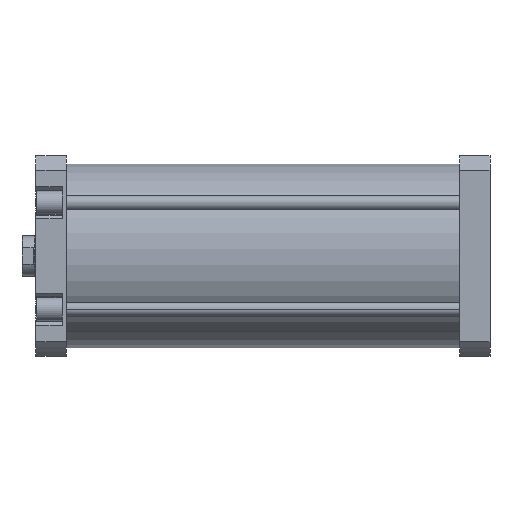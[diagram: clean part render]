
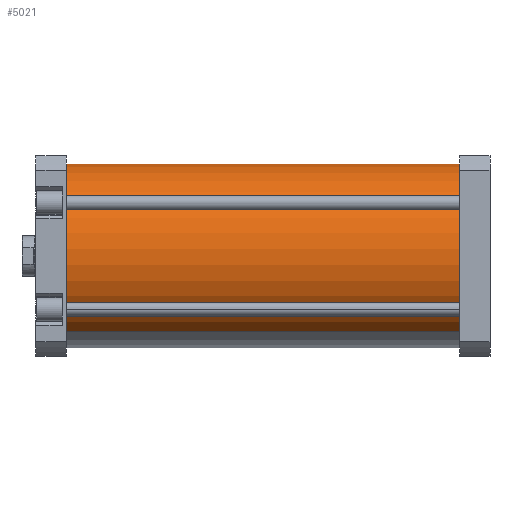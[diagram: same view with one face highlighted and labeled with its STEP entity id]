
A CAD part, front view. The second image highlights one B-rep face of the part: STEP entity #5021.
In plain terms, the highlighted cylindrical face has radius 66.5 mm (diameter 133 mm), a partial arc.
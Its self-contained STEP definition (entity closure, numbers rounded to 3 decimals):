
#51 = CIRCLE ( 'NONE', #6102, 66.5 ) ;
#59 = VECTOR ( 'NONE', #4304, 1000. ) ;
#62 = VECTOR ( 'NONE', #4313, 1000. ) ;
#63 = CIRCLE ( 'NONE', #6103, 66.5 ) ;
#64 = LINE ( 'NONE', #4297, #59 ) ;
#71 = LINE ( 'NONE', #4307, #62 ) ;
#1527 = CARTESIAN_POINT ( 'NONE',  ( 0., 0., 284. ) ) ;
#1528 = DIRECTION ( 'NONE',  ( 0., 0., -1. ) ) ;
#1529 = DIRECTION ( 'NONE',  ( -1., 0., 0. ) ) ;
#1940 = CARTESIAN_POINT ( 'NONE',  ( 66.5, 0., 284. ) ) ;
#1949 = CARTESIAN_POINT ( 'NONE',  ( -66.5, 0., 0. ) ) ;
#1972 = CARTESIAN_POINT ( 'NONE',  ( -66.5, 0., 284. ) ) ;
#2042 = CARTESIAN_POINT ( 'NONE',  ( 66.5, 0., 0. ) ) ;
#2918 = VERTEX_POINT ( 'NONE', #2042 ) ;
#2984 = VERTEX_POINT ( 'NONE', #1972 ) ;
#3009 = VERTEX_POINT ( 'NONE', #1949 ) ;
#3026 = VERTEX_POINT ( 'NONE', #1940 ) ;
#4272 = CARTESIAN_POINT ( 'NONE',  ( 0., 0., 0. ) ) ;
#4273 = DIRECTION ( 'NONE',  ( 0., 0., 1. ) ) ;
#4274 = DIRECTION ( 'NONE',  ( 1., 0., 0. ) ) ;
#4296 = CARTESIAN_POINT ( 'NONE',  ( 0., 0., 284. ) ) ;
#4297 = CARTESIAN_POINT ( 'NONE',  ( 66.5, 0., 284. ) ) ;
#4298 = DIRECTION ( 'NONE',  ( 0., 0., 1. ) ) ;
#4299 = DIRECTION ( 'NONE',  ( 1., 0., 0. ) ) ;
#4304 = DIRECTION ( 'NONE',  ( 0., 0., -1. ) ) ;
#4307 = CARTESIAN_POINT ( 'NONE',  ( -66.5, 0., 284. ) ) ;
#4313 = DIRECTION ( 'NONE',  ( 0., 0., -1. ) ) ;
#5021 = ADVANCED_FACE ( 'NONE', ( #7554 ), #7552, .T. ) ;
#5235 = EDGE_CURVE ( 'NONE', #3009, #2918, #51, .T. ) ;
#5244 = EDGE_CURVE ( 'NONE', #2984, #3026, #63, .T. ) ;
#5246 = EDGE_CURVE ( 'NONE', #3026, #2918, #64, .T. ) ;
#5250 = EDGE_CURVE ( 'NONE', #2984, #3009, #71, .T. ) ;
#5893 = AXIS2_PLACEMENT_3D ( 'NONE', #1527, #1528, #1529 ) ;
#6102 = AXIS2_PLACEMENT_3D ( 'NONE', #4272, #4273, #4274 ) ;
#6103 = AXIS2_PLACEMENT_3D ( 'NONE', #4296, #4298, #4299 ) ;
#6134 = ORIENTED_EDGE ( 'NONE', *, *, #5246, .F. ) ;
#6142 = ORIENTED_EDGE ( 'NONE', *, *, #5235, .T. ) ;
#6352 = ORIENTED_EDGE ( 'NONE', *, *, #5244, .F. ) ;
#6363 = ORIENTED_EDGE ( 'NONE', *, *, #5250, .T. ) ;
#6670 = EDGE_LOOP ( 'NONE', ( #6134, #6352, #6363, #6142 ) ) ;
#7552 = CYLINDRICAL_SURFACE ( 'NONE', #5893, 66.5 ) ;
#7554 = FACE_OUTER_BOUND ( 'NONE', #6670, .T. ) ;
